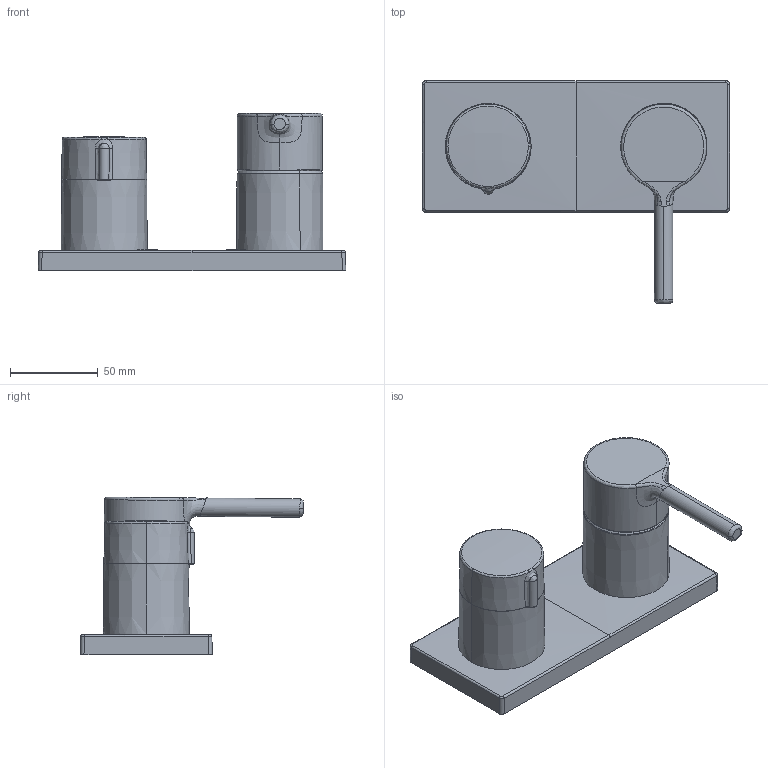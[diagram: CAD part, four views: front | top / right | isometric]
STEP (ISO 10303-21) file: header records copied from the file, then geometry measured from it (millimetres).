
FILE_DESCRIPTION (( 'STEP AP203' ), '1' );
FILE_NAME ('54829007(2022).STEP', '2022-01-27T13:01:33', ( '' ), ( '' ), 'SwSTEP 2.0', 'SolidWorks 2016', '' );
FILE_SCHEMA (( 'CONFIG_CONTROL_DESIGN' ));
Length unit declared in the file: millimetre
Products named in the file (1): 54829007(2022)
Bounding box: 175 x 126.97 x 89.8 mm (x, y, z)
Volume: 423779.6 mm3; surface area: 55414.5 mm2
Topology: 1 solids, 1 shells, 75 faces, 177 edges, 106 vertices
Faces by surface type: bspline 46, cylinder 9, plane 9, cone 7, torus 2, sphere 2
Entity records: 5797 total; most frequent: CARTESIAN_POINT 4292, ORIENTED_EDGE 352, DIRECTION 219, EDGE_CURVE 176, VERTEX_POINT 106, AXIS2_PLACEMENT_3D 98, B_SPLINE_CURVE_WITH_KNOTS 79, EDGE_LOOP 78
